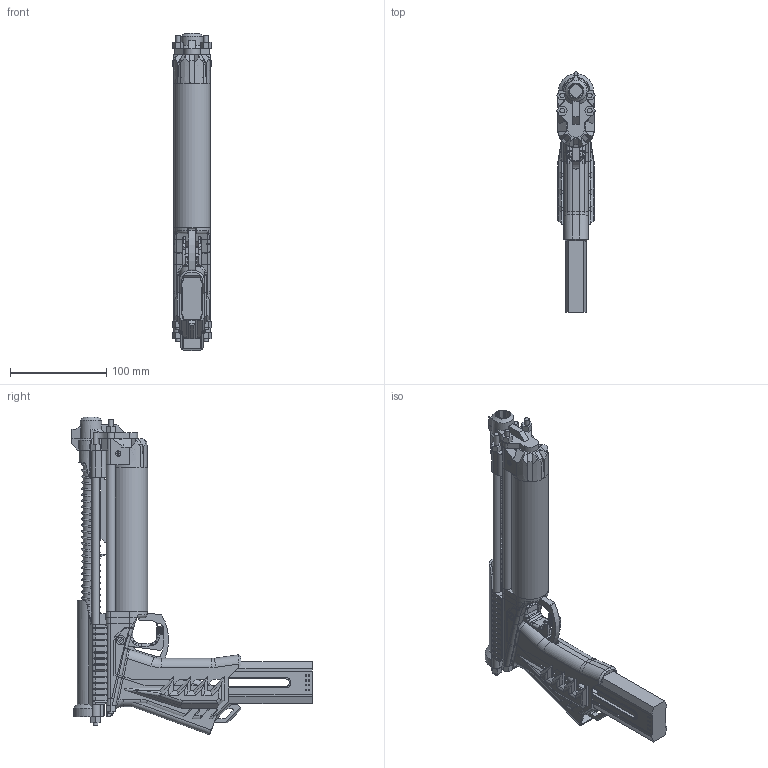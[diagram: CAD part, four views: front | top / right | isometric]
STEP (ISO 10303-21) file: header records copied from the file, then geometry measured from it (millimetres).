
FILE_DESCRIPTION(/* description */ ('Alibre Inc.'),/* implementation_level */ '2;1');
FILE_NAME(/* name */ 'export0',/* time_stamp */ '2018-01-31T15:48:02-05:00',/* author */ (''),/* organization */ (''),/* preprocessor_version */ 'ST-DEVELOPER v10',/* originating_system */ 'Alibre',/* authorisation */ '');
FILE_SCHEMA (('AUTOMOTIVE_DESIGN'));
Length unit declared in the file: centimetre
Products named in the file (40): 90273A108; 3434T34; 9637K31; 9657K266
Bounding box: 39.57 x 249.43 x 329.66 mm (x, y, z)
Volume: 553000.4 mm3; surface area: 382663.9 mm2
Topology: 52 solids, 53 shells, 2077 faces, 5598 edges, 3634 vertices
Faces by surface type: plane 1091, cylinder 687, bspline 122, cone 109, torus 64, sphere 4
Full cylindrical faces by diameter (mm): 1.5 x16, 1.587 x2, 2.286 x7, 2.413 x6, 2.642 x1, 2.921 x1, 3.175 x1, 3.81 x3, 4.763 x2, 4.826 x12, 5.461 x4, 5.588 x23, 7.938 x5, 8.128 x4, 9.525 x7, 10.16 x1, 12.7 x4, 13.386 x1, 13.716 x2, 14.287 x1, 15.24 x1, 15.875 x1, 16.51 x2, 17.462 x1, 18.288 x1, 22.225 x1, 27.686 x1, 29.718 x2, 29.82 x1, 30.162 x1
Entity records: 98404 total; most frequent: CARTESIAN_POINT 56323, ORIENTED_EDGE 9170, DIRECTION 7295, EDGE_CURVE 4585, VERTEX_POINT 3041, AXIS2_PLACEMENT_3D 2815, VECTOR 2524, LINE 2524
